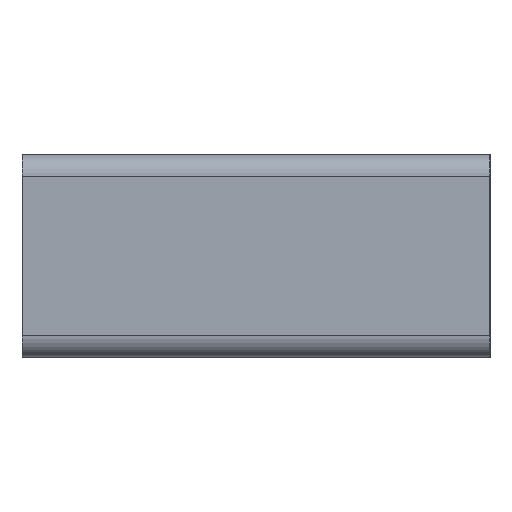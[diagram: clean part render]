
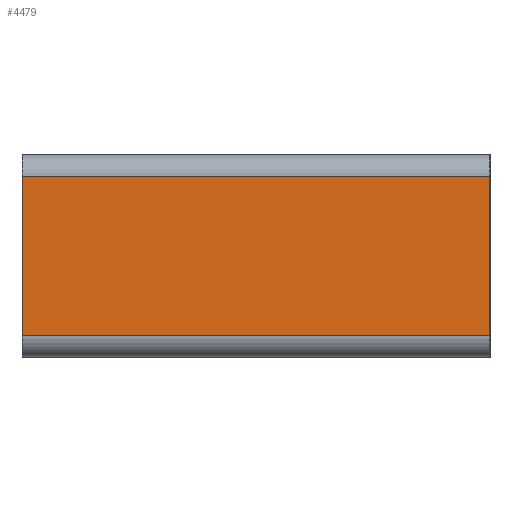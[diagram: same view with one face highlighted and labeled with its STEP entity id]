
A CAD part, left-side view. The second image highlights one B-rep face of the part: STEP entity #4479.
In plain terms, the highlighted planar face has unit normal (-1, 0, 0).
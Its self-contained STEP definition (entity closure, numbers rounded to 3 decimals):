
#4200 = VERTEX_POINT('',#4201);
#4201 = CARTESIAN_POINT('',(-1.55,0.75,0.07));
#4208 = EDGE_CURVE('',#4200,#4209,#4211,.T.);
#4209 = VERTEX_POINT('',#4210);
#4210 = CARTESIAN_POINT('',(-1.55,0.75,0.58));
#4211 = LINE('',#4212,#4213);
#4212 = CARTESIAN_POINT('',(-1.55,0.75,0.));
#4213 = VECTOR('',#4214,1.);
#4214 = DIRECTION('',(0.,0.,1.));
#4459 = VERTEX_POINT('',#4460);
#4460 = CARTESIAN_POINT('',(-1.55,-0.75,0.58));
#4469 = EDGE_CURVE('',#4459,#4209,#4470,.T.);
#4470 = LINE('',#4471,#4472);
#4471 = CARTESIAN_POINT('',(-1.55,-0.75,0.58));
#4472 = VECTOR('',#4473,1.);
#4473 = DIRECTION('',(0.,1.,0.));
#4479 = ADVANCED_FACE('',(#4480),#4498,.T.);
#4480 = FACE_BOUND('',#4481,.T.);
#4481 = EDGE_LOOP('',(#4482,#4490,#4491,#4492));
#4482 = ORIENTED_EDGE('',*,*,#4483,.T.);
#4483 = EDGE_CURVE('',#4484,#4459,#4486,.T.);
#4484 = VERTEX_POINT('',#4485);
#4485 = CARTESIAN_POINT('',(-1.55,-0.75,0.07));
#4486 = LINE('',#4487,#4488);
#4487 = CARTESIAN_POINT('',(-1.55,-0.75,0.));
#4488 = VECTOR('',#4489,1.);
#4489 = DIRECTION('',(0.,0.,1.));
#4490 = ORIENTED_EDGE('',*,*,#4469,.T.);
#4491 = ORIENTED_EDGE('',*,*,#4208,.F.);
#4492 = ORIENTED_EDGE('',*,*,#4493,.F.);
#4493 = EDGE_CURVE('',#4484,#4200,#4494,.T.);
#4494 = LINE('',#4495,#4496);
#4495 = CARTESIAN_POINT('',(-1.55,-0.75,0.07));
#4496 = VECTOR('',#4497,1.);
#4497 = DIRECTION('',(0.,1.,0.));
#4498 = PLANE('',#4499);
#4499 = AXIS2_PLACEMENT_3D('',#4500,#4501,#4502);
#4500 = CARTESIAN_POINT('',(-1.55,-0.75,0.));
#4501 = DIRECTION('',(-1.,0.,0.));
#4502 = DIRECTION('',(0.,1.,0.));
